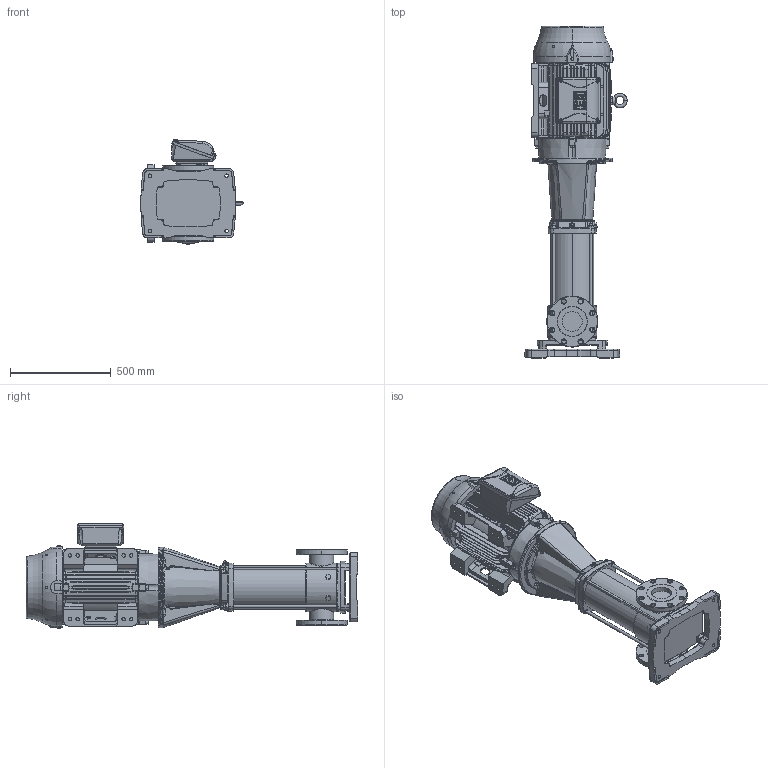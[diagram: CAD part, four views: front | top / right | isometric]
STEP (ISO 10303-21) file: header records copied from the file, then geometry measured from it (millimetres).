
FILE_DESCRIPTION (( 'STEP AP203' ), '1' );
FILE_NAME ('3350168 - MVI-750-2_2-40 HP-324TSC-304-E-575~3.step', '2022-03-31T15:49:34', ( '' ), ( '' ), 'SwSTEP 2.0', 'SolidWorks 2021', '' );
FILE_SCHEMA (( 'CONFIG_CONTROL_DESIGN' ));
Length unit declared in the file: inch
Products named in the file (5): 2700109 - NEMA V2 40 HP 324_6TSC 575~3 TEFC W; 3304168 - MVI-750-2_2-40 HP-324TSC-304-E-S; 3350168 - MVI-750-2_2-40 HP-324TSC-304-E-575~3; MVI PEO - [304-EPDM]_3304168 - MVI-750-2_2-40 HP-324TSC-304-E-S; TEFC MOTOR_2700109 -NEMA V2 40 HP 324_6TSC 575~3 TEFC W
Assembly tree (4 placements, depth 3):
  3350168 - MVI-750-2_2-40 HP-324TSC-304-E-575~3
    MVI PEO - [304-EPDM]_3304168 - MVI-750-2_2-40 HP-324TSC-304-E-S
      3304168 - MVI-750-2_2-40 HP-324TSC-304-E-S
    TEFC MOTOR_2700109 -NEMA V2 40 HP 324_6TSC 575~3 TEFC W
      2700109 - NEMA V2 40 HP 324_6TSC 575~3 TEFC W
Bounding box: 508.57 x 1650.41 x 525.98 mm (x, y, z)
Volume: 120062535.8 mm3; surface area: 4682478.2 mm2
Topology: 16 solids, 25 shells, 3746 faces, 10158 edges, 6537 vertices
Faces by surface type: cylinder 1584, plane 1033, bspline 550, torus 317, cone 238, sphere 24
Entity records: 163083 total; most frequent: CARTESIAN_POINT 72961, ORIENTED_EDGE 20188, DIRECTION 17241, EDGE_CURVE 10094, AXIS2_PLACEMENT_3D 6926, VERTEX_POINT 6534, EDGE_LOOP 4094, ADVANCED_FACE 3744
